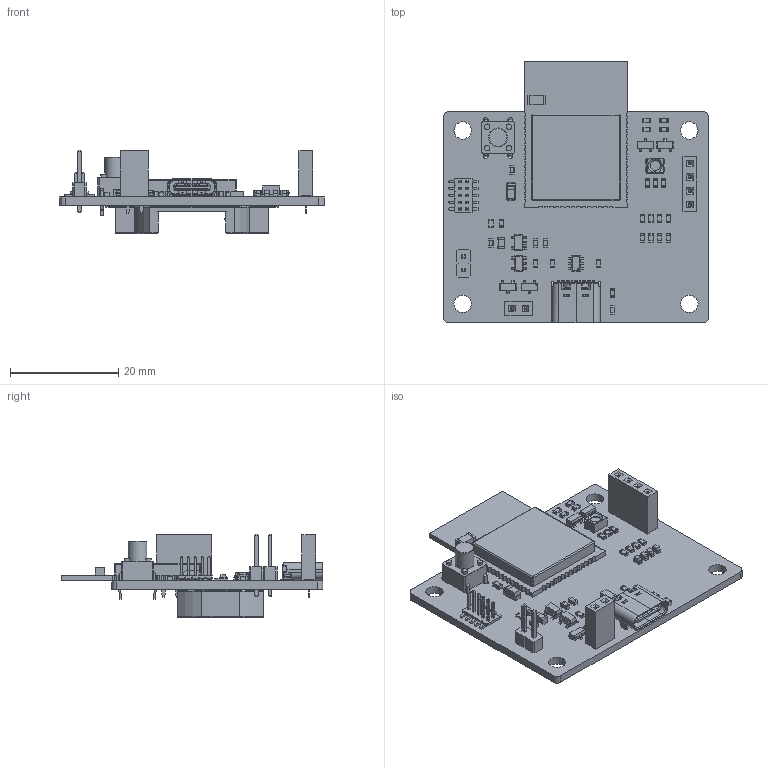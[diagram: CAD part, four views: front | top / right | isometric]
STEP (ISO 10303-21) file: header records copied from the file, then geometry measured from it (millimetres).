
FILE_DESCRIPTION(('KiCad electronic assembly'),'2;1');
FILE_NAME('UWBkit_minimal.step','2025-11-18T15:39:28',('Pcbnew'),( 'Kicad'),'Open CASCADE STEP processor 7.8','KiCad to STEP converter' ,'Unknown');
FILE_SCHEMA(('AUTOMOTIVE_DESIGN { 1 0 10303 214 1 1 1 1 }'));
Length unit declared in the file: millimetre
Products named in the file (20): UWBkit_minimal 1; LED_0603_1608Metric; SW_PUSH_6mm_H7.3mm; SOT-23-5; R_0603_1608Metric; SOT-23; CP_EIA-3216-18_Kemet-A; L_0805_2012Metric; C_0603_1608Metric; PinSocket_1x02_P2.54mm_Vertical; PinHeader_2x05_P1.27mm_Vertical_SMD; PinHeader_1x02_P2.54mm_Vertical; SOT-23-3; PinSocket_1x04_P2.54mm_Vertical; USB_C_Receptacle_GCT_USB4105-xx-A_16P_TopMnt_Horizontal; SC-74-6_1.55x2.9mm_P0.95mm; LED_RGB_Wuerth-PLCC4_3.2x2.8mm_150141M173100; DWM3001C; BatteryHolder_Keystone_1058_1x2032; UWBkit_minimal_PCB
Assembly tree (45 placements, depth 2):
  UWBkit_minimal 1
    LED_0603_1608Metric  x5
    SW_PUSH_6mm_H7.3mm
    SOT-23-5  x2
    R_0603_1608Metric  x16
    SOT-23  x3
    CP_EIA-3216-18_Kemet-A
    L_0805_2012Metric
    C_0603_1608Metric  x5
    PinSocket_1x02_P2.54mm_Vertical
    PinHeader_2x05_P1.27mm_Vertical_SMD
    PinHeader_1x02_P2.54mm_Vertical
    SOT-23-3
    PinSocket_1x04_P2.54mm_Vertical
    USB_C_Receptacle_GCT_USB4105-xx-A_16P_TopMnt_Horizontal
    SC-74-6_1.55x2.9mm_P0.95mm
    LED_RGB_Wuerth-PLCC4_3.2x2.8mm_150141M173100
    DWM3001C
    BatteryHolder_Keystone_1058_1x2032
    UWBkit_minimal_PCB
Bounding box: 49 x 48.45 x 15.4 mm (x, y, z)
Volume: 5352.6 mm3; surface area: 8662.7 mm2
Topology: 80 solids, 80 shells, 3042 faces, 7814 edges, 4980 vertices
Faces by surface type: plane 2152, cylinder 693, bspline 174, torus 12, cone 11
Full cylindrical faces by diameter (mm): 0.5 x2, 0.65 x2, 1 x16, 1.867 x1, 3.2 x4, 3.5 x1
Entity records: 79778 total; most frequent: CARTESIAN_POINT 12850, ORIENTED_EDGE 10674, DIRECTION 10131, EDGE_CURVE 5337, LINE 4283, VECTOR 4283, VERTEX_POINT 3402, AXIS2_PLACEMENT_3D 2924
